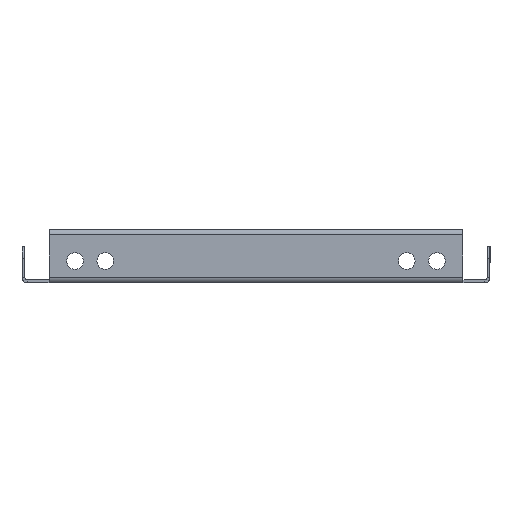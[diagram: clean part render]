
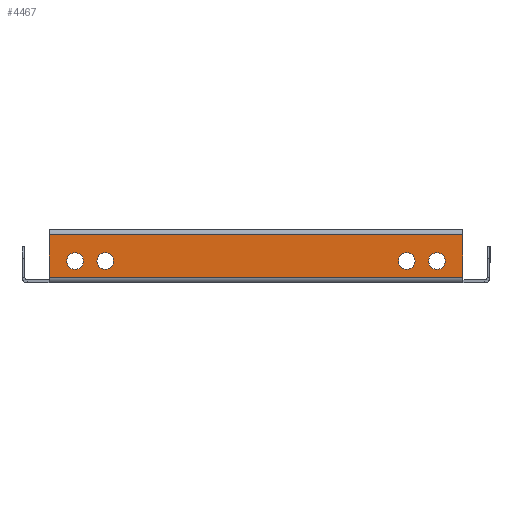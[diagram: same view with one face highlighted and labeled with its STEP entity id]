
A CAD part, left-side view. The second image highlights one B-rep face of the part: STEP entity #4467.
In plain terms, the highlighted planar face has unit normal (-1, 0, 0).
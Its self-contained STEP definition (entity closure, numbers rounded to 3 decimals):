
#75 = CARTESIAN_POINT ( 'NONE',  ( -253.2, 0., 1. ) ) ;
#188 = DIRECTION ( 'NONE',  ( 0., 0., -1. ) ) ;
#190 = DIRECTION ( 'NONE',  ( 1., 0., 0. ) ) ;
#273 = PLANE ( 'NONE',  #1483 ) ;
#289 = DIRECTION ( 'NONE',  ( 1., 0., 0. ) ) ;
#396 = DIRECTION ( 'NONE',  ( 0., 0., -1. ) ) ;
#410 = EDGE_CURVE ( 'NONE', #742, #3183, #3887, .T. ) ;
#472 = VECTOR ( 'NONE', #3171, 1000. ) ;
#496 = CARTESIAN_POINT ( 'NONE',  ( -253.2, -75., 11.25 ) ) ;
#512 = VERTEX_POINT ( 'NONE', #1918 ) ;
#565 = EDGE_LOOP ( 'NONE', ( #3758, #3090, #3812, #2857 ) ) ;
#572 = EDGE_LOOP ( 'NONE', ( #3787, #4352 ) ) ;
#605 = FACE_BOUND ( 'NONE', #4564, .T. ) ;
#610 = VERTEX_POINT ( 'NONE', #2323 ) ;
#621 = VERTEX_POINT ( 'NONE', #2746 ) ;
#660 = AXIS2_PLACEMENT_3D ( 'NONE', #2895, #2493, #188 ) ;
#718 = VECTOR ( 'NONE', #2776, 1000. ) ;
#742 = VERTEX_POINT ( 'NONE', #3538 ) ;
#757 = DIRECTION ( 'NONE',  ( 0., 0., -1. ) ) ;
#792 = CARTESIAN_POINT ( 'NONE',  ( -253.2, 62.5, 7.8 ) ) ;
#1030 = ORIENTED_EDGE ( 'NONE', *, *, #1130, .T. ) ;
#1034 = VERTEX_POINT ( 'NONE', #2388 ) ;
#1041 = DIRECTION ( 'NONE',  ( 0., 0., 1. ) ) ;
#1051 = CARTESIAN_POINT ( 'NONE',  ( -253.2, -75., 7.8 ) ) ;
#1130 = EDGE_CURVE ( 'NONE', #4210, #610, #4475, .T. ) ;
#1157 = EDGE_CURVE ( 'NONE', #2136, #3018, #1475, .T. ) ;
#1173 = AXIS2_PLACEMENT_3D ( 'NONE', #4961, #2682, #757 ) ;
#1252 = CARTESIAN_POINT ( 'NONE',  ( -253.2, 85.8, 0. ) ) ;
#1280 = EDGE_LOOP ( 'NONE', ( #2157, #1799 ) ) ;
#1324 = AXIS2_PLACEMENT_3D ( 'NONE', #2401, #190, #3155 ) ;
#1361 = DIRECTION ( 'NONE',  ( 0., 0., -1. ) ) ;
#1382 = CARTESIAN_POINT ( 'NONE',  ( -253.2, 62.5, 11.25 ) ) ;
#1412 = CIRCLE ( 'NONE', #1173, 3.45 ) ;
#1433 = EDGE_CURVE ( 'NONE', #2090, #621, #1412, .T. ) ;
#1473 = DIRECTION ( 'NONE',  ( 1., 0., 0. ) ) ;
#1475 = LINE ( 'NONE', #4414, #472 ) ;
#1482 = EDGE_CURVE ( 'NONE', #3018, #512, #2623, .T. ) ;
#1483 = AXIS2_PLACEMENT_3D ( 'NONE', #2160, #4856, #1041 ) ;
#1728 = AXIS2_PLACEMENT_3D ( 'NONE', #1051, #4610, #3056 ) ;
#1799 = ORIENTED_EDGE ( 'NONE', *, *, #2203, .T. ) ;
#1807 = CARTESIAN_POINT ( 'NONE',  ( -253.2, -62.5, 7.8 ) ) ;
#1860 = EDGE_CURVE ( 'NONE', #512, #2613, #3150, .T. ) ;
#1861 = CARTESIAN_POINT ( 'NONE',  ( -253.2, 0., 18.8 ) ) ;
#1918 = CARTESIAN_POINT ( 'NONE',  ( -253.2, 85.8, 18.8 ) ) ;
#2031 = CARTESIAN_POINT ( 'NONE',  ( -253.2, 75., 7.8 ) ) ;
#2071 = DIRECTION ( 'NONE',  ( 1., 0., 0. ) ) ;
#2090 = VERTEX_POINT ( 'NONE', #1382 ) ;
#2136 = VERTEX_POINT ( 'NONE', #2923 ) ;
#2157 = ORIENTED_EDGE ( 'NONE', *, *, #2683, .T. ) ;
#2160 = CARTESIAN_POINT ( 'NONE',  ( -253.2, 0., 0. ) ) ;
#2161 = VECTOR ( 'NONE', #4270, 1000. ) ;
#2203 = EDGE_CURVE ( 'NONE', #3225, #1034, #3146, .T. ) ;
#2286 = EDGE_CURVE ( 'NONE', #621, #2090, #4767, .T. ) ;
#2289 = CIRCLE ( 'NONE', #4227, 3.45 ) ;
#2323 = CARTESIAN_POINT ( 'NONE',  ( -253.2, 75., 11.25 ) ) ;
#2388 = CARTESIAN_POINT ( 'NONE',  ( -253.2, -75., 4.35 ) ) ;
#2401 = CARTESIAN_POINT ( 'NONE',  ( -253.2, 75., 7.8 ) ) ;
#2493 = DIRECTION ( 'NONE',  ( 1., 0., 0. ) ) ;
#2613 = VERTEX_POINT ( 'NONE', #4082 ) ;
#2623 = LINE ( 'NONE', #1861, #4360 ) ;
#2631 = CARTESIAN_POINT ( 'NONE',  ( -253.2, -85.8, 18.8 ) ) ;
#2655 = FACE_BOUND ( 'NONE', #2914, .T. ) ;
#2656 = ORIENTED_EDGE ( 'NONE', *, *, #410, .T. ) ;
#2658 = CARTESIAN_POINT ( 'NONE',  ( -253.2, 75., 4.35 ) ) ;
#2682 = DIRECTION ( 'NONE',  ( 1., 0., 0. ) ) ;
#2683 = EDGE_CURVE ( 'NONE', #1034, #3225, #3197, .T. ) ;
#2746 = CARTESIAN_POINT ( 'NONE',  ( -253.2, 62.5, 4.35 ) ) ;
#2776 = DIRECTION ( 'NONE',  ( 0., -1., 0. ) ) ;
#2857 = ORIENTED_EDGE ( 'NONE', *, *, #1482, .T. ) ;
#2895 = CARTESIAN_POINT ( 'NONE',  ( -253.2, -62.5, 7.8 ) ) ;
#2914 = EDGE_LOOP ( 'NONE', ( #1030, #4289 ) ) ;
#2923 = CARTESIAN_POINT ( 'NONE',  ( -253.2, -85.8, 1. ) ) ;
#2947 = AXIS2_PLACEMENT_3D ( 'NONE', #792, #3861, #396 ) ;
#3018 = VERTEX_POINT ( 'NONE', #2631 ) ;
#3056 = DIRECTION ( 'NONE',  ( 0., 0., -1. ) ) ;
#3090 = ORIENTED_EDGE ( 'NONE', *, *, #4400, .T. ) ;
#3146 = CIRCLE ( 'NONE', #4318, 3.45 ) ;
#3150 = LINE ( 'NONE', #1252, #2161 ) ;
#3155 = DIRECTION ( 'NONE',  ( 0., 0., -1. ) ) ;
#3171 = DIRECTION ( 'NONE',  ( 0., 0., 1. ) ) ;
#3183 = VERTEX_POINT ( 'NONE', #3891 ) ;
#3197 = CIRCLE ( 'NONE', #1728, 3.45 ) ;
#3225 = VERTEX_POINT ( 'NONE', #496 ) ;
#3245 = CIRCLE ( 'NONE', #660, 3.45 ) ;
#3357 = EDGE_CURVE ( 'NONE', #3183, #742, #3245, .T. ) ;
#3538 = CARTESIAN_POINT ( 'NONE',  ( -253.2, -62.5, 4.35 ) ) ;
#3758 = ORIENTED_EDGE ( 'NONE', *, *, #1860, .T. ) ;
#3782 = CARTESIAN_POINT ( 'NONE',  ( -253.2, -75., 7.8 ) ) ;
#3787 = ORIENTED_EDGE ( 'NONE', *, *, #2286, .T. ) ;
#3812 = ORIENTED_EDGE ( 'NONE', *, *, #1157, .T. ) ;
#3861 = DIRECTION ( 'NONE',  ( 1., 0., 0. ) ) ;
#3887 = CIRCLE ( 'NONE', #4620, 3.45 ) ;
#3891 = CARTESIAN_POINT ( 'NONE',  ( -253.2, -62.5, 11.25 ) ) ;
#4082 = CARTESIAN_POINT ( 'NONE',  ( -253.2, 85.8, 1. ) ) ;
#4104 = ORIENTED_EDGE ( 'NONE', *, *, #3357, .T. ) ;
#4210 = VERTEX_POINT ( 'NONE', #2658 ) ;
#4227 = AXIS2_PLACEMENT_3D ( 'NONE', #2031, #2071, #4695 ) ;
#4270 = DIRECTION ( 'NONE',  ( 0., 0., -1. ) ) ;
#4289 = ORIENTED_EDGE ( 'NONE', *, *, #4369, .T. ) ;
#4318 = AXIS2_PLACEMENT_3D ( 'NONE', #3782, #1473, #4494 ) ;
#4352 = ORIENTED_EDGE ( 'NONE', *, *, #1433, .T. ) ;
#4360 = VECTOR ( 'NONE', #4525, 1000. ) ;
#4369 = EDGE_CURVE ( 'NONE', #610, #4210, #2289, .T. ) ;
#4379 = FACE_BOUND ( 'NONE', #1280, .T. ) ;
#4400 = EDGE_CURVE ( 'NONE', #2613, #2136, #4732, .T. ) ;
#4414 = CARTESIAN_POINT ( 'NONE',  ( -253.2, -85.8, 0. ) ) ;
#4467 = ADVANCED_FACE ( 'NONE', ( #2655, #605, #4550, #4379, #4853 ), #273, .T. ) ;
#4475 = CIRCLE ( 'NONE', #1324, 3.45 ) ;
#4494 = DIRECTION ( 'NONE',  ( 0., 0., -1. ) ) ;
#4525 = DIRECTION ( 'NONE',  ( 0., 1., 0. ) ) ;
#4550 = FACE_BOUND ( 'NONE', #572, .T. ) ;
#4564 = EDGE_LOOP ( 'NONE', ( #2656, #4104 ) ) ;
#4610 = DIRECTION ( 'NONE',  ( 1., 0., 0. ) ) ;
#4620 = AXIS2_PLACEMENT_3D ( 'NONE', #1807, #289, #1361 ) ;
#4695 = DIRECTION ( 'NONE',  ( 0., 0., -1. ) ) ;
#4732 = LINE ( 'NONE', #75, #718 ) ;
#4767 = CIRCLE ( 'NONE', #2947, 3.45 ) ;
#4853 = FACE_OUTER_BOUND ( 'NONE', #565, .T. ) ;
#4856 = DIRECTION ( 'NONE',  ( -1., 0., 0. ) ) ;
#4961 = CARTESIAN_POINT ( 'NONE',  ( -253.2, 62.5, 7.8 ) ) ;
